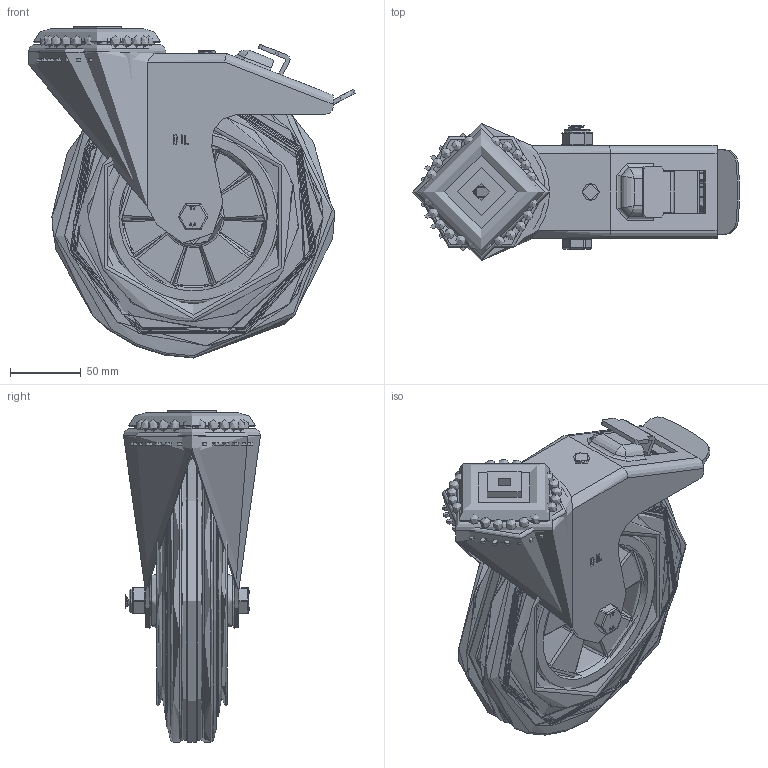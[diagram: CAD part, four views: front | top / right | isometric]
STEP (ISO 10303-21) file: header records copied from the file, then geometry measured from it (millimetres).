
FILE_DESCRIPTION(/* description */ ('','CAx-IF Rec.Pracs.---Representation and Presentation of Product Manufacturing Information (PMI)---4.0---2014-10-13'),/* implementation_level */ '2;1');
FILE_NAME(/* name */ 'BZMM200PSBBH12SWB.step',/* time_stamp */ '2024-12-16T10:23:31Z',/* author */ (''),/* organization */ (''),/* preprocessor_version */ 'ST-DEVELOPER v20',/* originating_system */ 'Autodesk Translation Framework v13.20.0.188',/* authorisation */ '');
FILE_SCHEMA (('AP242_MANAGED_MODEL_BASED_3D_ENGINEERING_MIM_LF { 1 0 10303 442 1 1 4 }'));
Length unit declared in the file: millimetre
Products named in the file (31): BZMM200PSBBH12SWB; BZMM200ASBH12SWB v1; ZINC PLATED, PRESSED STEEL HEAD; ZINC PLATED, PRESSED STEEL HEAD Geometry; ZINC PLATED, PRESSED STEEL BRAKE PEDAL; ZINC PLATED, PRESSED STEEL FORKS; ZINC PLATED, PRESSED STEEL FORKS Geometry; BOLT; NYLOC THIN NUT; NUT; SEAL; BRAKE PAD; BRAKE PAD Geometry; BRAKE BOLT; BZH200WPSRB v1; RUBBER TYRE; POLYPROPYLENE RIM; POLYPROPYLENE RIM Geometry; CAP; ROLLER BEARING; CAGE; Pattern; Component1; TUBEM20X60 v1; ZINC PLATED STEEL TUBE; HEXBOLTM12X80Z8.8 v2; GRADE 8.8 ZINC PLATED BOLT; NYLOCM12Z v1; NYLOC NUT; NUT (1); RUBBER
Assembly tree (37 placements, depth 5):
  BZMM200PSBBH12SWB
    BZMM200ASBH12SWB v1
      ZINC PLATED, PRESSED STEEL HEAD
        ZINC PLATED, PRESSED STEEL HEAD Geometry
      ZINC PLATED, PRESSED STEEL BRAKE PEDAL
      ZINC PLATED, PRESSED STEEL FORKS
        ZINC PLATED, PRESSED STEEL FORKS Geometry
        BOLT
        NYLOC THIN NUT
          NUT
          SEAL
      BRAKE PAD
        BRAKE PAD Geometry
        BRAKE BOLT
    BZH200WPSRB v1
      RUBBER TYRE
      POLYPROPYLENE RIM
        POLYPROPYLENE RIM Geometry
        CAP
      ROLLER BEARING
        CAGE
        Pattern
          Component1  x8
    TUBEM20X60 v1
      ZINC PLATED STEEL TUBE
    HEXBOLTM12X80Z8.8 v2
      GRADE 8.8 ZINC PLATED BOLT
    NYLOCM12Z v1
      NYLOC NUT
        NUT (1)
        RUBBER
Bounding box: 231.38 x 97 x 235 mm (x, y, z)
Volume: 1277549.6 mm3; surface area: 349724.8 mm2
Topology: 69 solids, 69 shells, 1167 faces, 2980 edges, 1870 vertices
Faces by surface type: plane 405, cylinder 276, bspline 248, sphere 109, torus 71, cone 58
Full cylindrical faces by diameter (mm): 6 x5, 7 x2, 7.5 x8, 9.5 x1, 9.836 x18, 10 x2, 11.834 x18, 12 x4, 12.2 x1, 12.3 x2, 12.5 x1, 14 x2, 18 x1, 18.5 x1, 19.9 x1, 20 x3, 24 x1, 34 x2, 34.9 x1, 35 x1, 39 x1, 41 x2, 51 x1, 58 x1, 78 x1, 91 x1, 97 x1, 118 x2, 123 x2, 197.5 x2
Entity records: 87284 total; most frequent: CARTESIAN_POINT 59834, ORIENTED_EDGE 5724, DIRECTION 5301, EDGE_CURVE 2862, AXIS2_PLACEMENT_3D 2051, VERTEX_POINT 1856, EDGE_LOOP 1218, LINE 1199
